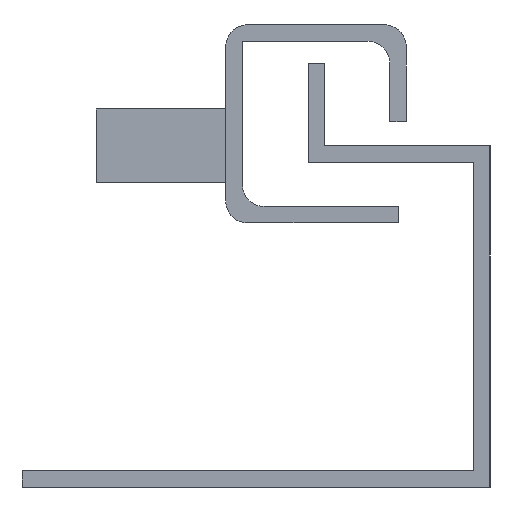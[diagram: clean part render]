
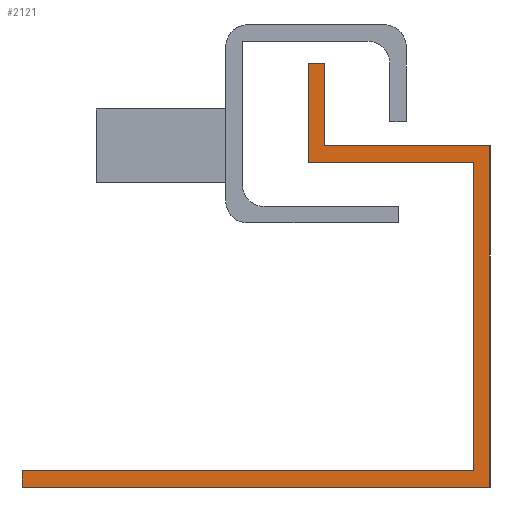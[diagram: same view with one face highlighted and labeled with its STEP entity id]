
A CAD part, left-side view. The second image highlights one B-rep face of the part: STEP entity #2121.
In plain terms, the highlighted planar face has unit normal (-1, 0, 0).
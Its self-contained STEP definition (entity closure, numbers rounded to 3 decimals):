
#33 = ORIENTED_EDGE ( 'NONE', *, *, #4990, .F. ) ;
#43 = LINE ( 'NONE', #4024, #3120 ) ;
#145 = VERTEX_POINT ( 'NONE', #4045 ) ;
#184 = VERTEX_POINT ( 'NONE', #1679 ) ;
#193 = CARTESIAN_POINT ( 'NONE',  ( 0., 0., 31. ) ) ;
#215 = VERTEX_POINT ( 'NONE', #3661 ) ;
#225 = VERTEX_POINT ( 'NONE', #5611 ) ;
#301 = EDGE_CURVE ( 'NONE', #2395, #225, #3110, .T. ) ;
#325 = VECTOR ( 'NONE', #4477, 1000. ) ;
#384 = LINE ( 'NONE', #1898, #1035 ) ;
#457 = ORIENTED_EDGE ( 'NONE', *, *, #301, .F. ) ;
#458 = ORIENTED_EDGE ( 'NONE', *, *, #3175, .F. ) ;
#672 = LINE ( 'NONE', #1264, #5353 ) ;
#716 = DIRECTION ( 'NONE',  ( 0., 1., 0. ) ) ;
#852 = LINE ( 'NONE', #2769, #1070 ) ;
#997 = CARTESIAN_POINT ( 'NONE',  ( 0., 1.5, 1.5 ) ) ;
#1035 = VECTOR ( 'NONE', #4857, 1000. ) ;
#1070 = VECTOR ( 'NONE', #2743, 1000. ) ;
#1093 = LINE ( 'NONE', #193, #1143 ) ;
#1143 = VECTOR ( 'NONE', #3053, 1000. ) ;
#1238 = PLANE ( 'NONE',  #2399 ) ;
#1241 = ORIENTED_EDGE ( 'NONE', *, *, #2633, .F. ) ;
#1264 = CARTESIAN_POINT ( 'NONE',  ( 0., 15., 38.5 ) ) ;
#1488 = CARTESIAN_POINT ( 'NONE',  ( 0., 16.5, 29.5 ) ) ;
#1636 = CARTESIAN_POINT ( 'NONE',  ( 0., 0., 0. ) ) ;
#1679 = CARTESIAN_POINT ( 'NONE',  ( 0., 42.5, 0. ) ) ;
#1709 = ORIENTED_EDGE ( 'NONE', *, *, #3714, .F. ) ;
#1835 = EDGE_CURVE ( 'NONE', #184, #5666, #5344, .T. ) ;
#1898 = CARTESIAN_POINT ( 'NONE',  ( 0., 16.5, 38.5 ) ) ;
#1929 = DIRECTION ( 'NONE',  ( 0., 0., 1. ) ) ;
#1994 = VECTOR ( 'NONE', #4208, 1000. ) ;
#2121 = ADVANCED_FACE ( 'NONE', ( #5664 ), #1238, .F. ) ;
#2226 = VECTOR ( 'NONE', #1929, 1000. ) ;
#2260 = CARTESIAN_POINT ( 'NONE',  ( 0., 16.5, 29.5 ) ) ;
#2395 = VERTEX_POINT ( 'NONE', #1488 ) ;
#2399 = AXIS2_PLACEMENT_3D ( 'NONE', #2856, #5732, #4202 ) ;
#2633 = EDGE_CURVE ( 'NONE', #5666, #5111, #852, .T. ) ;
#2642 = CARTESIAN_POINT ( 'NONE',  ( 0., 0., 31. ) ) ;
#2651 = CARTESIAN_POINT ( 'NONE',  ( 0., 0., 0. ) ) ;
#2682 = DIRECTION ( 'NONE',  ( 0., 0., -1. ) ) ;
#2743 = DIRECTION ( 'NONE',  ( 0., -1., 0. ) ) ;
#2769 = CARTESIAN_POINT ( 'NONE',  ( 0., 42.5, 1.5 ) ) ;
#2856 = CARTESIAN_POINT ( 'NONE',  ( 0., 0., 0. ) ) ;
#3001 = ORIENTED_EDGE ( 'NONE', *, *, #4788, .F. ) ;
#3053 = DIRECTION ( 'NONE',  ( 0., 0., -1. ) ) ;
#3061 = ORIENTED_EDGE ( 'NONE', *, *, #1835, .F. ) ;
#3110 = LINE ( 'NONE', #2260, #1994 ) ;
#3120 = VECTOR ( 'NONE', #5549, 1000. ) ;
#3175 = EDGE_CURVE ( 'NONE', #5111, #4031, #5929, .T. ) ;
#3401 = VECTOR ( 'NONE', #716, 1000. ) ;
#3650 = EDGE_CURVE ( 'NONE', #225, #215, #384, .T. ) ;
#3655 = LINE ( 'NONE', #1636, #3401 ) ;
#3661 = CARTESIAN_POINT ( 'NONE',  ( 0., 15., 38.5 ) ) ;
#3714 = EDGE_CURVE ( 'NONE', #6137, #184, #3655, .T. ) ;
#3820 = VECTOR ( 'NONE', #5071, 1000. ) ;
#3951 = VERTEX_POINT ( 'NONE', #2642 ) ;
#3971 = EDGE_CURVE ( 'NONE', #3951, #6137, #1093, .T. ) ;
#3981 = CARTESIAN_POINT ( 'NONE',  ( 0., 1.5, 29.5 ) ) ;
#4024 = CARTESIAN_POINT ( 'NONE',  ( 0., 1.5, 29.5 ) ) ;
#4031 = VERTEX_POINT ( 'NONE', #3981 ) ;
#4045 = CARTESIAN_POINT ( 'NONE',  ( 0., 15., 31. ) ) ;
#4087 = LINE ( 'NONE', #6099, #3820 ) ;
#4202 = DIRECTION ( 'NONE',  ( 0., 0., -1. ) ) ;
#4208 = DIRECTION ( 'NONE',  ( 0., 0., 1. ) ) ;
#4477 = DIRECTION ( 'NONE',  ( 0., 0., 1. ) ) ;
#4753 = CARTESIAN_POINT ( 'NONE',  ( 0., 1.5, 1.5 ) ) ;
#4788 = EDGE_CURVE ( 'NONE', #4031, #2395, #43, .T. ) ;
#4857 = DIRECTION ( 'NONE',  ( 0., -1., 0. ) ) ;
#4905 = EDGE_CURVE ( 'NONE', #145, #3951, #4087, .T. ) ;
#4990 = EDGE_CURVE ( 'NONE', #215, #145, #672, .T. ) ;
#5071 = DIRECTION ( 'NONE',  ( 0., -1., 0. ) ) ;
#5111 = VERTEX_POINT ( 'NONE', #4753 ) ;
#5226 = EDGE_LOOP ( 'NONE', ( #6165, #33, #5370, #457, #3001, #458, #1241, #3061, #1709, #5915 ) ) ;
#5344 = LINE ( 'NONE', #5437, #2226 ) ;
#5353 = VECTOR ( 'NONE', #2682, 1000. ) ;
#5370 = ORIENTED_EDGE ( 'NONE', *, *, #3650, .F. ) ;
#5437 = CARTESIAN_POINT ( 'NONE',  ( 0., 42.5, 0. ) ) ;
#5530 = CARTESIAN_POINT ( 'NONE',  ( 0., 42.5, 1.5 ) ) ;
#5549 = DIRECTION ( 'NONE',  ( 0., 1., 0. ) ) ;
#5611 = CARTESIAN_POINT ( 'NONE',  ( 0., 16.5, 38.5 ) ) ;
#5664 = FACE_OUTER_BOUND ( 'NONE', #5226, .T. ) ;
#5666 = VERTEX_POINT ( 'NONE', #5530 ) ;
#5732 = DIRECTION ( 'NONE',  ( 1., 0., 0. ) ) ;
#5915 = ORIENTED_EDGE ( 'NONE', *, *, #3971, .F. ) ;
#5929 = LINE ( 'NONE', #997, #325 ) ;
#6099 = CARTESIAN_POINT ( 'NONE',  ( 0., 15., 31. ) ) ;
#6137 = VERTEX_POINT ( 'NONE', #2651 ) ;
#6165 = ORIENTED_EDGE ( 'NONE', *, *, #4905, .F. ) ;
